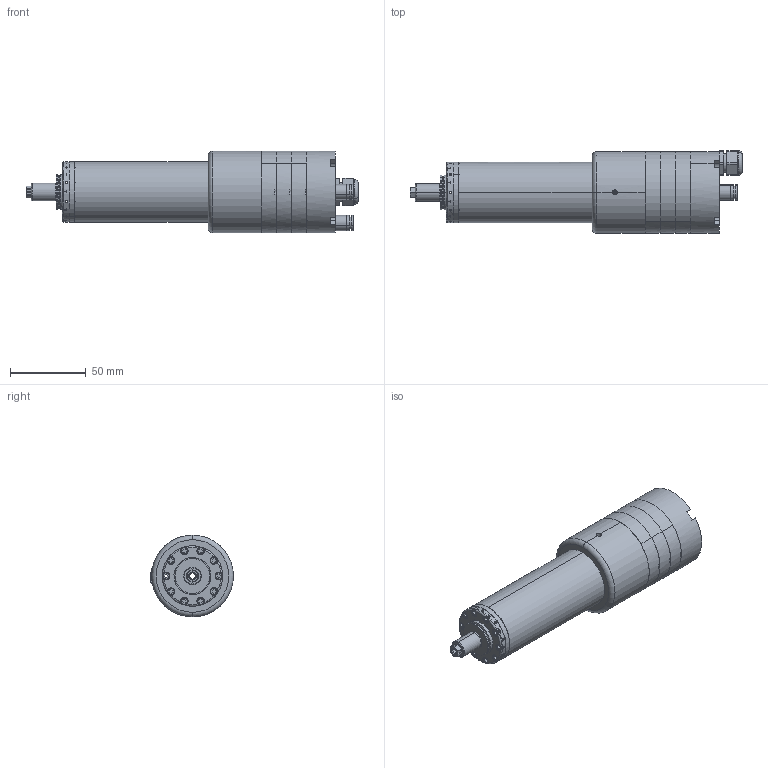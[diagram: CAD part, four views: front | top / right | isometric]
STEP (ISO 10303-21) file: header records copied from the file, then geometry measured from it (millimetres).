
FILE_DESCRIPTION (( 'STEP AP203' ), '1' );
FILE_NAME ('KGZ-04060C01.STEP', '2026-04-10T02:55:48', ( 'Microsoft' ), ( 'Microsoft' ), 'SwSTEP 2.0', 'SolidWorks 2018', '' );
FILE_SCHEMA (( 'CONFIG_CONTROL_DESIGN' ));
Length unit declared in the file: millimetre
Products named in the file (37): 囀鞠褒蹟佪M3x10; 傷裔; 寡詩え; ァ詰煦路え; 奻蹟譫; 粟銅釱; 61900粣創; 萇擢諉芛 PG7; KGZ-04060C01; 淕极詩芠; 珨趼蹟譫; ァ詰え2; ァ詰え1; 芢裝芛; 蛌赽郋; ヶ粣創釱; 线圈硅钢片; 61901粣創; 线圈线包; 標芛; 6.2x12.5x0.7x1詠え; ヶ裔啣; 嶺裝; 滅鳥裔; 扷餵肣沭; ァ諉芛 RPC6-01-A
Assembly tree (23 placements, depth 2):
  寡詩え
  奻蹟譫
  粟銅釱
  61900粣創
  KGZ-04060C01
    淕极詩芠
    ヶ粣創釱
    傷裔
    滅鳥裔
    標芛
    ァ詰煦路え
    ヶ裔啣
    蛌赽郋
    ァ詰煦路え
    ァ詰煦路え
    萇擢諉芛 PG7
    ァ諉芛 RPC6-01-A  x2
    囀鞠褒蹟佪M3x10
    囀鞠褒蹟佪M3x10
    囀鞠褒蹟佪M3x10
    囀鞠褒蹟佪M3x10
    囀鞠褒蹟佪M3x10
    囀鞠褒蹟佪M3x10
    囀鞠褒蹟佪M3x10
    囀鞠褒蹟佪M3x10
    囀鞠褒蹟佪M3x10
    囀鞠褒蹟佪M3x10
Bounding box: 219.5 x 54.62 x 54 mm (x, y, z)
Volume: 86808.5 mm3; surface area: 73065.3 mm2
Topology: 26 solids, 26 shells, 715 faces, 1973 edges, 1275 vertices
Faces by surface type: cylinder 334, plane 262, cone 107, torus 12
Entity records: 27207 total; most frequent: CARTESIAN_POINT 5367, DIRECTION 4044, ORIENTED_EDGE 3826, EDGE_CURVE 1913, AXIS2_PLACEMENT_3D 1604, VERTEX_POINT 1243, CIRCLE 887, LINE 836
